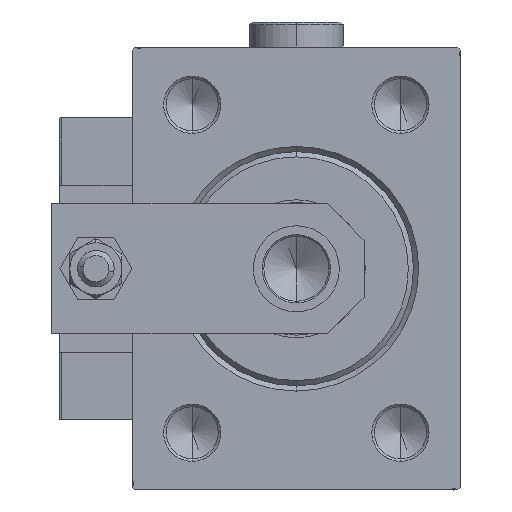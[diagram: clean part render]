
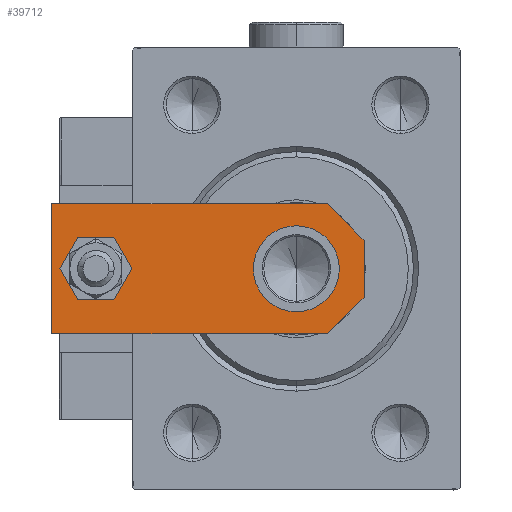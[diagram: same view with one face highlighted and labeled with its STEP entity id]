
A CAD part, left-side view. The second image highlights one B-rep face of the part: STEP entity #39712.
In plain terms, the highlighted face is planar.
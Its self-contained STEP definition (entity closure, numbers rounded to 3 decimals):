
#4 = DIRECTION ( 'NONE',  ( 0.707, -0.707, 0. ) ) ;
#330 = VECTOR ( 'NONE', #41531, 1000. ) ;
#1390 = VERTEX_POINT ( 'NONE', #15962 ) ;
#2800 = DIRECTION ( 'NONE',  ( 1., 0., 0. ) ) ;
#2833 = DIRECTION ( 'NONE',  ( 1., 0., 0. ) ) ;
#2858 = LINE ( 'NONE', #18982, #49096 ) ;
#3043 = CARTESIAN_POINT ( 'NONE',  ( -12.5, 60., 6. ) ) ;
#3061 = CARTESIAN_POINT ( 'NONE',  ( 0., 13., 6. ) ) ;
#6803 = CARTESIAN_POINT ( 'NONE',  ( 0., 0., 6. ) ) ;
#7068 = FACE_BOUND ( 'NONE', #33211, .T. ) ;
#8228 = VECTOR ( 'NONE', #27672, 1000. ) ;
#8255 = DIRECTION ( 'NONE',  ( 1., 0., 0. ) ) ;
#8558 = EDGE_CURVE ( 'NONE', #48163, #37859, #27450, .T. ) ;
#8850 = DIRECTION ( 'NONE',  ( 0., 1., 0. ) ) ;
#9200 = LINE ( 'NONE', #37024, #330 ) ;
#12083 = ORIENTED_EDGE ( 'NONE', *, *, #47141, .F. ) ;
#12264 = VECTOR ( 'NONE', #14743, 1000. ) ;
#12492 = EDGE_CURVE ( 'NONE', #15645, #1390, #30139, .T. ) ;
#12930 = DIRECTION ( 'NONE',  ( 0., 0., 1. ) ) ;
#12962 = VERTEX_POINT ( 'NONE', #43254 ) ;
#13404 = CARTESIAN_POINT ( 'NONE',  ( 0., 51.5, 6. ) ) ;
#13430 = CARTESIAN_POINT ( 'NONE',  ( 12.5, 60., 6. ) ) ;
#13454 = DIRECTION ( 'NONE',  ( 1., 0., 0. ) ) ;
#13525 = AXIS2_PLACEMENT_3D ( 'NONE', #13404, #45749, #25335 ) ;
#14743 = DIRECTION ( 'NONE',  ( 0.707, 0.707, 0. ) ) ;
#14972 = AXIS2_PLACEMENT_3D ( 'NONE', #32860, #20393, #8255 ) ;
#15422 = ORIENTED_EDGE ( 'NONE', *, *, #38874, .T. ) ;
#15465 = LINE ( 'NONE', #43320, #8228 ) ;
#15645 = VERTEX_POINT ( 'NONE', #27780 ) ;
#15962 = CARTESIAN_POINT ( 'NONE',  ( 12.5, 7., 6. ) ) ;
#16075 = EDGE_LOOP ( 'NONE', ( #17641, #19546, #15422, #28513, #33972, #42054 ) ) ;
#16623 = CIRCLE ( 'NONE', #25939, 8.25 ) ;
#16655 = CARTESIAN_POINT ( 'NONE',  ( -2.75, -2.75, 6. ) ) ;
#16828 = CARTESIAN_POINT ( 'NONE',  ( -4., 51.5, 6. ) ) ;
#17457 = VERTEX_POINT ( 'NONE', #16828 ) ;
#17641 = ORIENTED_EDGE ( 'NONE', *, *, #27336, .T. ) ;
#18238 = VERTEX_POINT ( 'NONE', #35438 ) ;
#18382 = CIRCLE ( 'NONE', #14972, 4. ) ;
#18443 = FACE_OUTER_BOUND ( 'NONE', #16075, .T. ) ;
#18593 = CIRCLE ( 'NONE', #13525, 4. ) ;
#18760 = VERTEX_POINT ( 'NONE', #50709 ) ;
#18982 = CARTESIAN_POINT ( 'NONE',  ( 12.5, 0., 6. ) ) ;
#19546 = ORIENTED_EDGE ( 'NONE', *, *, #25517, .T. ) ;
#20354 = LINE ( 'NONE', #16655, #38332 ) ;
#20393 = DIRECTION ( 'NONE',  ( 0., 0., 1. ) ) ;
#22957 = CARTESIAN_POINT ( 'NONE',  ( 2.75, -2.75, 6. ) ) ;
#24949 = EDGE_CURVE ( 'NONE', #18760, #18238, #16623, .T. ) ;
#25335 = DIRECTION ( 'NONE',  ( 1., 0., 0. ) ) ;
#25517 = EDGE_CURVE ( 'NONE', #44439, #12962, #20354, .T. ) ;
#25939 = AXIS2_PLACEMENT_3D ( 'NONE', #3061, #34063, #2800 ) ;
#26928 = PLANE ( 'NONE',  #47216 ) ;
#27336 = EDGE_CURVE ( 'NONE', #37859, #44439, #9200, .T. ) ;
#27450 = LINE ( 'NONE', #52085, #30737 ) ;
#27672 = DIRECTION ( 'NONE',  ( 1., 0., 0. ) ) ;
#27780 = CARTESIAN_POINT ( 'NONE',  ( 5.5, 0., 6. ) ) ;
#28333 = ORIENTED_EDGE ( 'NONE', *, *, #24949, .F. ) ;
#28513 = ORIENTED_EDGE ( 'NONE', *, *, #12492, .T. ) ;
#30139 = LINE ( 'NONE', #22957, #12264 ) ;
#30737 = VECTOR ( 'NONE', #35406, 1000. ) ;
#32521 = ORIENTED_EDGE ( 'NONE', *, *, #34294, .F. ) ;
#32860 = CARTESIAN_POINT ( 'NONE',  ( 0., 51.5, 6. ) ) ;
#33211 = EDGE_LOOP ( 'NONE', ( #28333, #32521 ) ) ;
#33972 = ORIENTED_EDGE ( 'NONE', *, *, #45089, .T. ) ;
#34063 = DIRECTION ( 'NONE',  ( 0., 0., 1. ) ) ;
#34294 = EDGE_CURVE ( 'NONE', #18238, #18760, #51226, .T. ) ;
#35406 = DIRECTION ( 'NONE',  ( -1., 0., 0. ) ) ;
#35438 = CARTESIAN_POINT ( 'NONE',  ( 8.25, 13., 6. ) ) ;
#36849 = AXIS2_PLACEMENT_3D ( 'NONE', #49777, #12930, #13454 ) ;
#37024 = CARTESIAN_POINT ( 'NONE',  ( -12.5, 60., 6. ) ) ;
#37859 = VERTEX_POINT ( 'NONE', #3043 ) ;
#38178 = EDGE_CURVE ( 'NONE', #42898, #17457, #18382, .T. ) ;
#38332 = VECTOR ( 'NONE', #4, 1000. ) ;
#38874 = EDGE_CURVE ( 'NONE', #12962, #15645, #15465, .T. ) ;
#39122 = DIRECTION ( 'NONE',  ( 0., 0., 1. ) ) ;
#39712 = ADVANCED_FACE ( 'NONE', ( #43358, #18443, #7068 ), #26928, .T. ) ;
#40872 = ORIENTED_EDGE ( 'NONE', *, *, #38178, .F. ) ;
#40952 = EDGE_LOOP ( 'NONE', ( #12083, #40872 ) ) ;
#41410 = CARTESIAN_POINT ( 'NONE',  ( 4., 51.5, 6. ) ) ;
#41531 = DIRECTION ( 'NONE',  ( 0., -1., 0. ) ) ;
#42054 = ORIENTED_EDGE ( 'NONE', *, *, #8558, .T. ) ;
#42898 = VERTEX_POINT ( 'NONE', #41410 ) ;
#43254 = CARTESIAN_POINT ( 'NONE',  ( -5.5, 0., 6. ) ) ;
#43320 = CARTESIAN_POINT ( 'NONE',  ( -12.5, 0., 6. ) ) ;
#43358 = FACE_BOUND ( 'NONE', #40952, .T. ) ;
#44439 = VERTEX_POINT ( 'NONE', #46885 ) ;
#45089 = EDGE_CURVE ( 'NONE', #1390, #48163, #2858, .T. ) ;
#45749 = DIRECTION ( 'NONE',  ( 0., 0., 1. ) ) ;
#46885 = CARTESIAN_POINT ( 'NONE',  ( -12.5, 7., 6. ) ) ;
#47141 = EDGE_CURVE ( 'NONE', #17457, #42898, #18593, .T. ) ;
#47216 = AXIS2_PLACEMENT_3D ( 'NONE', #6803, #39122, #2833 ) ;
#48163 = VERTEX_POINT ( 'NONE', #13430 ) ;
#49096 = VECTOR ( 'NONE', #8850, 1000. ) ;
#49777 = CARTESIAN_POINT ( 'NONE',  ( 0., 13., 6. ) ) ;
#50709 = CARTESIAN_POINT ( 'NONE',  ( -8.25, 13., 6. ) ) ;
#51226 = CIRCLE ( 'NONE', #36849, 8.25 ) ;
#52085 = CARTESIAN_POINT ( 'NONE',  ( 12.5, 60., 6. ) ) ;
